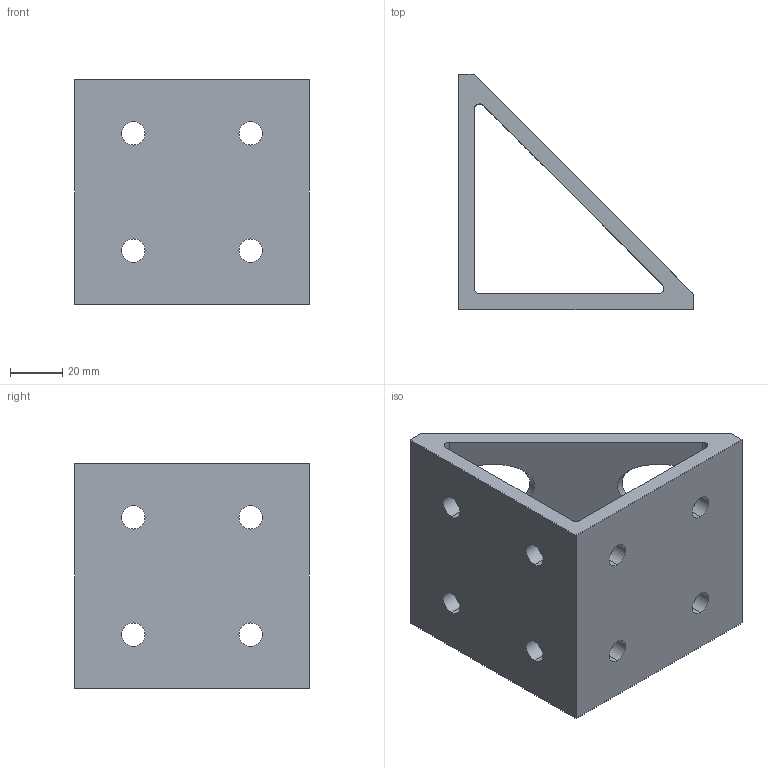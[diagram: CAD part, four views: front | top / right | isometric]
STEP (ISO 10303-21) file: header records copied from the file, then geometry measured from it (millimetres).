
FILE_DESCRIPTION (( 'STEP AP203' ), '1' );
FILE_NAME ('148979.step', '2021-06-03T16:11:19', ( '' ), ( '' ), 'SwSTEP 2.0', 'SolidWorks 2021', '' );
FILE_SCHEMA (( 'CONFIG_CONTROL_DESIGN' ));
Length unit declared in the file: millimetre
Products named in the file (1): 148979
Bounding box: 90 x 90 x 86 mm (x, y, z)
Volume: 133500.6 mm3; surface area: 49565.6 mm2
Topology: 1 solids, 1 shells, 71 faces, 183 edges, 114 vertices
Faces by surface type: cylinder 61, plane 10
Entity records: 2489 total; most frequent: CARTESIAN_POINT 798, ORIENTED_EDGE 366, DIRECTION 305, EDGE_CURVE 183, AXIS2_PLACEMENT_3D 118, VERTEX_POINT 114, EDGE_LOOP 97, ADVANCED_FACE 71
